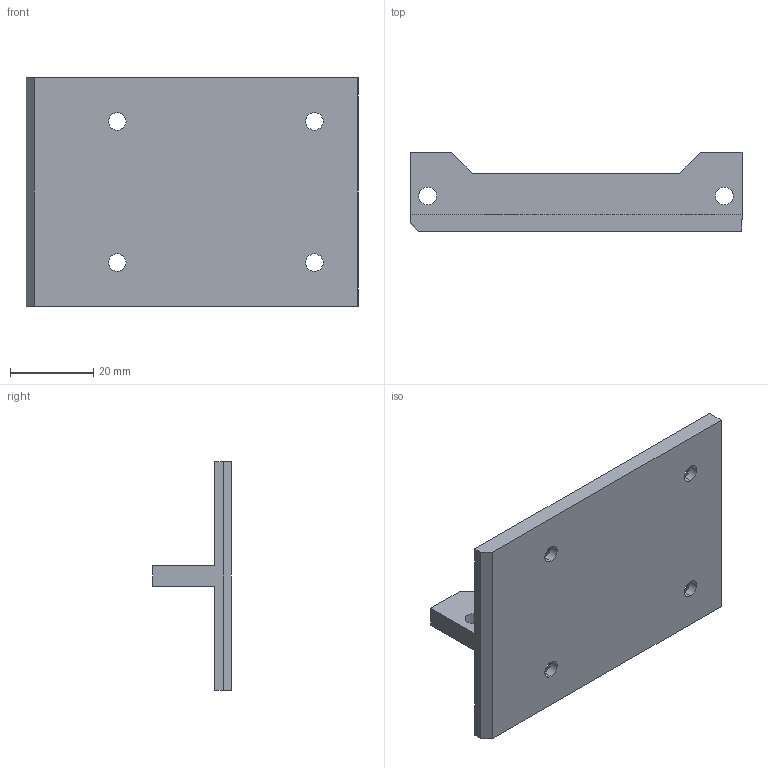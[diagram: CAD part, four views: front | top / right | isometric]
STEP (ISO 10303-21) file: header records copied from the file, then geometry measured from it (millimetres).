
FILE_DESCRIPTION (( 'STEP AP203' ), '1' );
FILE_NAME ('din fan bracket.STEP', '2023-07-14T13:51:43', ( '' ), ( '' ), 'SwSTEP 2.0', 'SolidWorks 2023', '' );
FILE_SCHEMA (( 'CONFIG_CONTROL_DESIGN' ));
Length unit declared in the file: millimetre
Products named in the file (1): din fan bracket
Bounding box: 80 x 19 x 55 mm (x, y, z)
Volume: 21629.9 mm3; surface area: 11970.1 mm2
Topology: 1 solids, 1 shells, 35 faces, 91 edges, 58 vertices
Faces by surface type: plane 15, cylinder 12, cone 8
Entity records: 1174 total; most frequent: DIRECTION 195, CARTESIAN_POINT 185, ORIENTED_EDGE 182, EDGE_CURVE 91, AXIS2_PLACEMENT_3D 68, LINE 59, VECTOR 59, VERTEX_POINT 58
